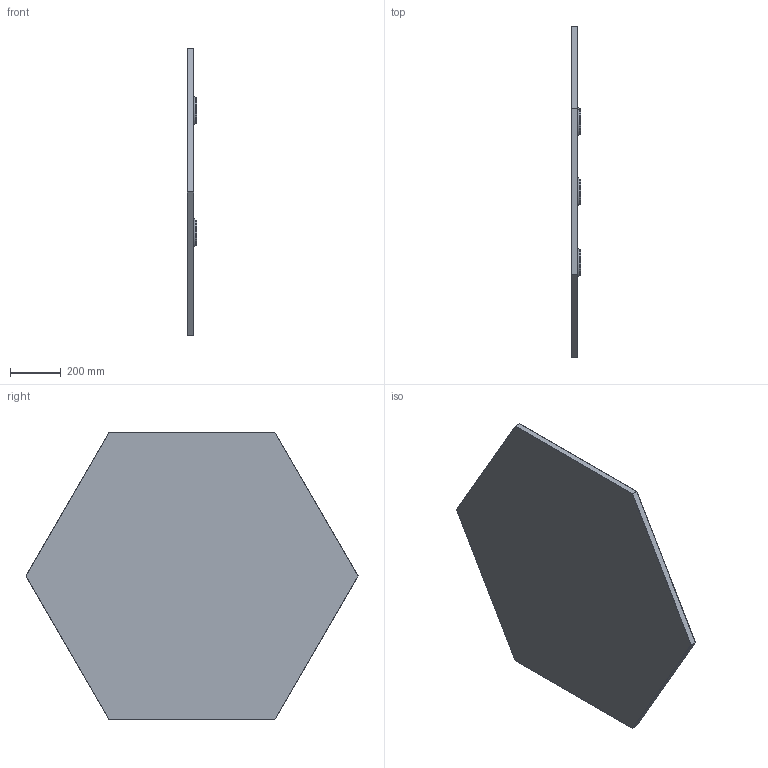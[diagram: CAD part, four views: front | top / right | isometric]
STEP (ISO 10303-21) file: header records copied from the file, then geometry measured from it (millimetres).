
FILE_DESCRIPTION(('CATIA V5 STEP Exchange'),'2;1');
FILE_NAME('Mirror_Italy_with_flanges.stp','2011-09-14T13:09:45+00:00',('none'),('none'),'CATIA Version 5 Release 19 SP 8 (IN-10)','CATIA V5 STEP AP203','none');
FILE_SCHEMA(('CONFIG_CONTROL_DESIGN'));
Length unit declared in the file: millimetre
Products named in the file (1): Mirror80_with_flanges_of_ Italy
Assembly tree (4 placements, depth 2):
  Mirror80_with_flanges_of_ Italy
    #58
    #925  x3
Bounding box: 38 x 1302.31 x 1127.83 mm (x, y, z)
Volume: 26834660.1 mm3; surface area: 2758662.8 mm2
Topology: 5 solids, 5 shells, 137 faces, 336 edges, 216 vertices
Faces by surface type: cylinder 78, plane 41, torus 12, cone 6
Entity records: 1944 total; most frequent: CARTESIAN_POINT 322, ORIENTED_EDGE 320, DIRECTION 276, EDGE_CURVE 160, AXIS2_PLACEMENT_3D 118, VERTEX_POINT 104, VECTOR 100, LINE 100
